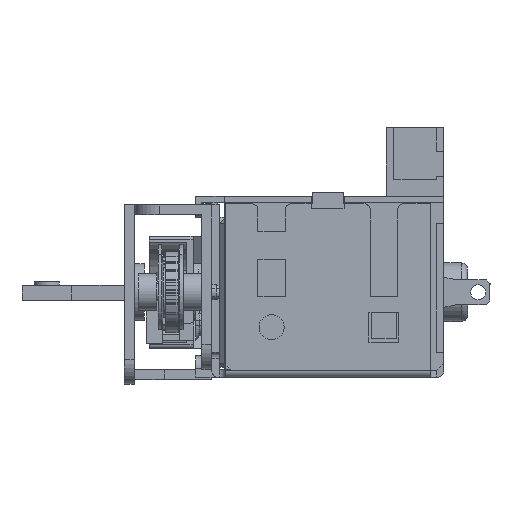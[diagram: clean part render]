
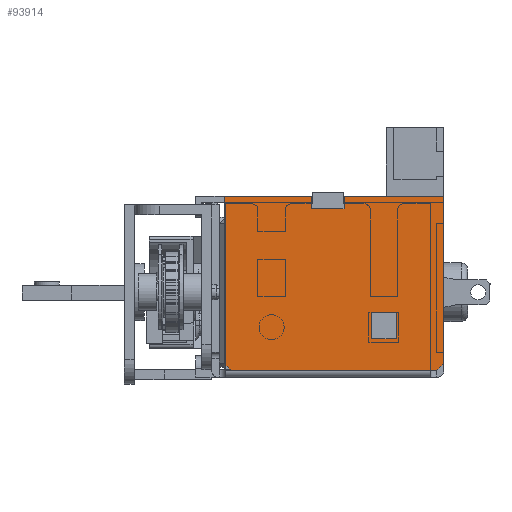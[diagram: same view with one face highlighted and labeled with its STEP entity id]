
A CAD part, left-side view. The second image highlights one B-rep face of the part: STEP entity #93914.
In plain terms, the highlighted planar face has unit normal (-1, 0, 0).
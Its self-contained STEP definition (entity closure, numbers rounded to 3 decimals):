
#93791=CARTESIAN_POINT('',(153.757,6.698,-11.521));
#93792=DIRECTION('',(-1.0,0.0,0.0));
#93793=DIRECTION('',(0.0,0.0,1.0));
#93794=AXIS2_PLACEMENT_3D('',#93791,#93792,#93793);
#93795=PLANE('',#93794);
#93796=CARTESIAN_POINT('',(153.757,-0.302,-12.521));
#93797=VERTEX_POINT('',#93796);
#93798=CARTESIAN_POINT('',(153.757,-0.302,-11.521));
#93799=VERTEX_POINT('',#93798);
#93800=CARTESIAN_POINT('',(153.757,-0.302,-12.521));
#93801=DIRECTION('',(0.0,0.0,1.0));
#93802=VECTOR('',#93801,1.0);
#93803=LINE('',#93800,#93802);
#93804=EDGE_CURVE('',#93797,#93799,#93803,.T.);
#93805=ORIENTED_EDGE('',*,*,#93804,.T.);
#93806=CARTESIAN_POINT('',(153.757,6.698,-11.521));
#93807=VERTEX_POINT('',#93806);
#93808=CARTESIAN_POINT('',(153.757,6.698,-11.521));
#93809=DIRECTION('',(0.0,-1.0,0.0));
#93810=VECTOR('',#93809,7.);
#93811=LINE('',#93808,#93810);
#93812=EDGE_CURVE('',#93807,#93799,#93811,.T.);
#93813=ORIENTED_EDGE('',*,*,#93812,.F.);
#93814=CARTESIAN_POINT('',(153.757,6.698,-24.521));
#93815=VERTEX_POINT('',#93814);
#93816=CARTESIAN_POINT('',(153.757,6.698,-11.521));
#93817=DIRECTION('',(0.0,0.0,-1.0));
#93818=VECTOR('',#93817,13.);
#93819=LINE('',#93816,#93818);
#93820=EDGE_CURVE('',#93807,#93815,#93819,.T.);
#93821=ORIENTED_EDGE('',*,*,#93820,.T.);
#93822=CARTESIAN_POINT('',(153.757,5.698,-25.521));
#93823=VERTEX_POINT('',#93822);
#93824=CARTESIAN_POINT('',(153.757,5.698,-24.521));
#93825=DIRECTION('',(-1.0,0.0,0.0));
#93826=DIRECTION('',(0.0,1.0,0.0));
#93827=AXIS2_PLACEMENT_3D('',#93824,#93825,#93826);
#93828=CIRCLE('',#93827,1.0);
#93829=EDGE_CURVE('',#93815,#93823,#93828,.T.);
#93830=ORIENTED_EDGE('',*,*,#93829,.T.);
#93831=CARTESIAN_POINT('',(153.757,-9.902,-25.521));
#93832=VERTEX_POINT('',#93831);
#93833=CARTESIAN_POINT('',(153.757,5.698,-25.521));
#93834=DIRECTION('',(0.0,-1.0,0.0));
#93835=VECTOR('',#93834,15.6);
#93836=LINE('',#93833,#93835);
#93837=EDGE_CURVE('',#93823,#93832,#93836,.T.);
#93838=ORIENTED_EDGE('',*,*,#93837,.T.);
#93839=CARTESIAN_POINT('',(153.757,-10.902,-24.521));
#93840=VERTEX_POINT('',#93839);
#93841=CARTESIAN_POINT('',(153.757,-9.902,-24.521));
#93842=DIRECTION('',(-1.0,0.0,0.0));
#93843=DIRECTION('',(0.0,0.0,-1.0));
#93844=AXIS2_PLACEMENT_3D('',#93841,#93842,#93843);
#93845=CIRCLE('',#93844,1.);
#93846=EDGE_CURVE('',#93832,#93840,#93845,.T.);
#93847=ORIENTED_EDGE('',*,*,#93846,.T.);
#93848=CARTESIAN_POINT('',(153.757,-10.902,-11.521));
#93849=VERTEX_POINT('',#93848);
#93850=CARTESIAN_POINT('',(153.757,-10.902,-11.521));
#93851=DIRECTION('',(0.0,0.0,-1.0));
#93852=VECTOR('',#93851,13.);
#93853=LINE('',#93850,#93852);
#93854=EDGE_CURVE('',#93849,#93840,#93853,.T.);
#93855=ORIENTED_EDGE('',*,*,#93854,.F.);
#93856=CARTESIAN_POINT('',(153.757,-2.902,-11.521));
#93857=VERTEX_POINT('',#93856);
#93858=CARTESIAN_POINT('',(153.757,-2.902,-11.521));
#93859=DIRECTION('',(0.0,-1.0,0.0));
#93860=VECTOR('',#93859,8.);
#93861=LINE('',#93858,#93860);
#93862=EDGE_CURVE('',#93857,#93849,#93861,.T.);
#93863=ORIENTED_EDGE('',*,*,#93862,.F.);
#93864=CARTESIAN_POINT('',(153.757,-2.902,-12.521));
#93865=VERTEX_POINT('',#93864);
#93866=CARTESIAN_POINT('',(153.757,-2.902,-11.521));
#93867=DIRECTION('',(0.0,0.0,-1.0));
#93868=VECTOR('',#93867,1.0);
#93869=LINE('',#93866,#93868);
#93870=EDGE_CURVE('',#93857,#93865,#93869,.T.);
#93871=ORIENTED_EDGE('',*,*,#93870,.T.);
#93872=CARTESIAN_POINT('',(153.757,-2.902,-12.521));
#93873=DIRECTION('',(0.0,1.0,0.0));
#93874=VECTOR('',#93873,2.6);
#93875=LINE('',#93872,#93874);
#93876=EDGE_CURVE('',#93865,#93797,#93875,.T.);
#93877=ORIENTED_EDGE('',*,*,#93876,.T.);
#93878=EDGE_LOOP('',(#93805,#93813,#93821,#93830,#93838,#93847,#93855,#93863,#93871,#93877));
#93879=FACE_OUTER_BOUND('',#93878,.T.);
#93880=CARTESIAN_POINT('',(153.757,-7.102,-22.94));
#93881=VERTEX_POINT('',#93880);
#93882=CARTESIAN_POINT('',(153.757,-5.102,-22.94));
#93883=VERTEX_POINT('',#93882);
#93884=CARTESIAN_POINT('',(153.757,-7.102,-22.94));
#93885=DIRECTION('',(0.0,1.0,0.0));
#93886=VECTOR('',#93885,2.0);
#93887=LINE('',#93884,#93886);
#93888=EDGE_CURVE('',#93881,#93883,#93887,.T.);
#93889=ORIENTED_EDGE('',*,*,#93888,.T.);
#93890=CARTESIAN_POINT('',(153.757,-5.102,-20.821));
#93891=VERTEX_POINT('',#93890);
#93892=CARTESIAN_POINT('',(153.757,-5.102,-22.94));
#93893=DIRECTION('',(0.0,0.0,1.0));
#93894=VECTOR('',#93893,2.12);
#93895=LINE('',#93892,#93894);
#93896=EDGE_CURVE('',#93883,#93891,#93895,.T.);
#93897=ORIENTED_EDGE('',*,*,#93896,.T.);
#93898=CARTESIAN_POINT('',(153.757,-7.102,-20.821));
#93899=VERTEX_POINT('',#93898);
#93900=CARTESIAN_POINT('',(153.757,-5.102,-20.821));
#93901=DIRECTION('',(0.0,-1.0,0.0));
#93902=VECTOR('',#93901,2.0);
#93903=LINE('',#93900,#93902);
#93904=EDGE_CURVE('',#93891,#93899,#93903,.T.);
#93905=ORIENTED_EDGE('',*,*,#93904,.T.);
#93906=CARTESIAN_POINT('',(153.757,-7.102,-20.821));
#93907=DIRECTION('',(0.0,0.0,-1.0));
#93908=VECTOR('',#93907,2.12);
#93909=LINE('',#93906,#93908);
#93910=EDGE_CURVE('',#93899,#93881,#93909,.T.);
#93911=ORIENTED_EDGE('',*,*,#93910,.T.);
#93912=EDGE_LOOP('',(#93889,#93897,#93905,#93911));
#93913=FACE_BOUND('',#93912,.T.);
#93914=ADVANCED_FACE('',(#93879,#93913),#93795,.T.);
